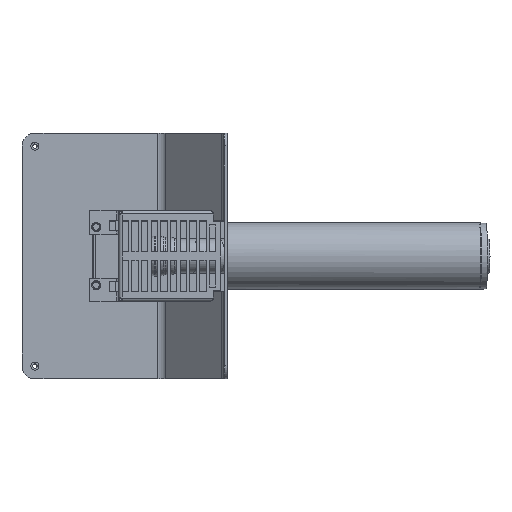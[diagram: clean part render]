
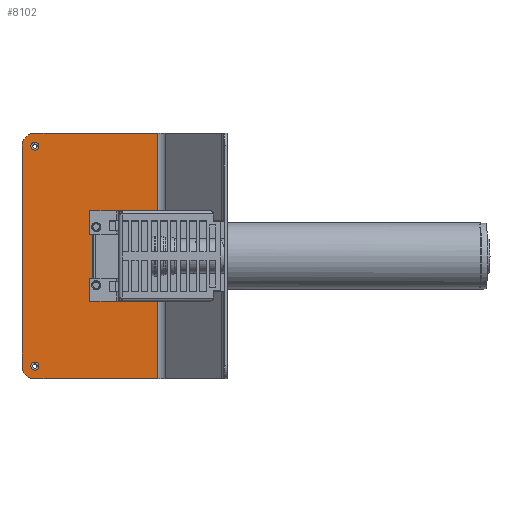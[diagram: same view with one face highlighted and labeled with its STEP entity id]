
A CAD part, top view. The second image highlights one B-rep face of the part: STEP entity #8102.
In plain terms, the highlighted planar face has unit normal (0, 0, 1).
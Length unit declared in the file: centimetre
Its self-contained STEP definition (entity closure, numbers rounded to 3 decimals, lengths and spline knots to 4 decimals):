
#902=LINE('',#13306,#1754);
#948=LINE('',#13510,#1800);
#956=LINE('',#13532,#1808);
#962=LINE('',#13550,#1814);
#987=LINE('',#13635,#1839);
#994=LINE('',#13660,#1846);
#996=LINE('',#13663,#1848);
#998=LINE('',#13666,#1850);
#999=LINE('',#13668,#1851);
#1004=LINE('',#13678,#1856);
#1011=LINE('',#13716,#1863);
#1012=LINE('',#13717,#1864);
#1754=VECTOR('',#10504,1.);
#1800=VECTOR('',#10660,1.);
#1808=VECTOR('',#10684,1.);
#1814=VECTOR('',#10706,1.);
#1839=VECTOR('',#10795,1.);
#1846=VECTOR('',#10822,1.);
#1848=VECTOR('',#10826,1.);
#1850=VECTOR('',#10830,1.);
#1851=VECTOR('',#10833,1.);
#1856=VECTOR('',#10840,1.);
#1863=VECTOR('',#10885,1.);
#1864=VECTOR('',#10886,1.);
#1985=FACE_BOUND('',#3189,.T.);
#1986=FACE_BOUND('',#3190,.T.);
#1987=FACE_BOUND('',#3191,.T.);
#1988=FACE_BOUND('',#3192,.T.);
#2269=PLANE('',#8753);
#2677=FACE_OUTER_BOUND('',#3188,.T.);
#3188=EDGE_LOOP('',(#7596,#7597,#7598,#7599,#7600,#7601,#7602,#7603,#7604,
#7605,#7606,#7607,#7608,#7609,#7610,#7611,#7612,#7613,#7614,#7615));
#3189=EDGE_LOOP('',(#7616));
#3190=EDGE_LOOP('',(#7617));
#3191=EDGE_LOOP('',(#7618));
#3192=EDGE_LOOP('',(#7619));
#3431=CIRCLE('',#8706,2.5);
#3433=CIRCLE('',#8709,2.5);
#3436=CIRCLE('',#8713,2.);
#3438=CIRCLE('',#8716,2.);
#3440=CIRCLE('',#8719,2.);
#3442=CIRCLE('',#8723,2.);
#3444=CIRCLE('',#8726,2.);
#3446=CIRCLE('',#8729,2.);
#3447=CIRCLE('',#8736,20.);
#3449=CIRCLE('',#8739,20.);
#3454=CIRCLE('',#8746,6.2);
#3458=CIRCLE('',#8752,6.2);
#4077=VERTEX_POINT('',#13302);
#4079=VERTEX_POINT('',#13305);
#4152=VERTEX_POINT('',#13496);
#4158=VERTEX_POINT('',#13508);
#4164=VERTEX_POINT('',#13530);
#4168=VERTEX_POINT('',#13549);
#4169=VERTEX_POINT('',#13596);
#4171=VERTEX_POINT('',#13602);
#4174=VERTEX_POINT('',#13610);
#4177=VERTEX_POINT('',#13617);
#4178=VERTEX_POINT('',#13619);
#4181=VERTEX_POINT('',#13626);
#4182=VERTEX_POINT('',#13628);
#4184=VERTEX_POINT('',#13634);
#4186=VERTEX_POINT('',#13640);
#4189=VERTEX_POINT('',#13647);
#4190=VERTEX_POINT('',#13649);
#4192=VERTEX_POINT('',#13655);
#4194=VERTEX_POINT('',#13672);
#4196=VERTEX_POINT('',#13676);
#4197=VERTEX_POINT('',#13680);
#4199=VERTEX_POINT('',#13686);
#4204=VERTEX_POINT('',#13700);
#4208=VERTEX_POINT('',#13712);
#5165=EDGE_CURVE('',#4079,#4077,#902,.T.);
#5261=EDGE_CURVE('',#4152,#4158,#948,.T.);
#5272=EDGE_CURVE('',#4164,#4158,#956,.T.);
#5280=EDGE_CURVE('',#4079,#4168,#962,.T.);
#5298=EDGE_CURVE('',#4169,#4169,#3431,.T.);
#5301=EDGE_CURVE('',#4171,#4171,#3433,.T.);
#5305=EDGE_CURVE('',#4152,#4174,#3436,.T.);
#5309=EDGE_CURVE('',#4177,#4178,#3438,.T.);
#5313=EDGE_CURVE('',#4181,#4182,#3440,.T.);
#5316=EDGE_CURVE('',#4182,#4184,#987,.T.);
#5319=EDGE_CURVE('',#4184,#4186,#3442,.T.);
#5323=EDGE_CURVE('',#4189,#4190,#3444,.T.);
#5327=EDGE_CURVE('',#4192,#4077,#3446,.T.);
#5329=EDGE_CURVE('',#4174,#4177,#994,.T.);
#5331=EDGE_CURVE('',#4190,#4192,#996,.T.);
#5333=EDGE_CURVE('',#4181,#4178,#998,.T.);
#5334=EDGE_CURVE('',#4186,#4189,#999,.T.);
#5339=EDGE_CURVE('',#4196,#4194,#1004,.T.);
#5340=EDGE_CURVE('',#4197,#4196,#3447,.T.);
#5343=EDGE_CURVE('',#4194,#4199,#3449,.T.);
#5350=EDGE_CURVE('',#4204,#4204,#3454,.T.);
#5356=EDGE_CURVE('',#4208,#4208,#3458,.T.);
#5358=EDGE_CURVE('',#4199,#4164,#1011,.T.);
#5359=EDGE_CURVE('',#4168,#4197,#1012,.T.);
#7596=ORIENTED_EDGE('',*,*,#5358,.F.);
#7597=ORIENTED_EDGE('',*,*,#5343,.F.);
#7598=ORIENTED_EDGE('',*,*,#5339,.F.);
#7599=ORIENTED_EDGE('',*,*,#5340,.F.);
#7600=ORIENTED_EDGE('',*,*,#5359,.F.);
#7601=ORIENTED_EDGE('',*,*,#5280,.F.);
#7602=ORIENTED_EDGE('',*,*,#5165,.T.);
#7603=ORIENTED_EDGE('',*,*,#5327,.F.);
#7604=ORIENTED_EDGE('',*,*,#5331,.F.);
#7605=ORIENTED_EDGE('',*,*,#5323,.F.);
#7606=ORIENTED_EDGE('',*,*,#5334,.F.);
#7607=ORIENTED_EDGE('',*,*,#5319,.F.);
#7608=ORIENTED_EDGE('',*,*,#5316,.F.);
#7609=ORIENTED_EDGE('',*,*,#5313,.F.);
#7610=ORIENTED_EDGE('',*,*,#5333,.T.);
#7611=ORIENTED_EDGE('',*,*,#5309,.F.);
#7612=ORIENTED_EDGE('',*,*,#5329,.F.);
#7613=ORIENTED_EDGE('',*,*,#5305,.F.);
#7614=ORIENTED_EDGE('',*,*,#5261,.T.);
#7615=ORIENTED_EDGE('',*,*,#5272,.F.);
#7616=ORIENTED_EDGE('',*,*,#5298,.T.);
#7617=ORIENTED_EDGE('',*,*,#5301,.T.);
#7618=ORIENTED_EDGE('',*,*,#5356,.T.);
#7619=ORIENTED_EDGE('',*,*,#5350,.T.);
#8102=ADVANCED_FACE('',(#2677,#1985,#1986,#1987,#1988),#2269,.T.);
#8706=AXIS2_PLACEMENT_3D('',#13597,#10757,#10758);
#8709=AXIS2_PLACEMENT_3D('',#13603,#10764,#10765);
#8713=AXIS2_PLACEMENT_3D('',#13611,#10773,#10774);
#8716=AXIS2_PLACEMENT_3D('',#13620,#10781,#10782);
#8719=AXIS2_PLACEMENT_3D('',#13629,#10789,#10790);
#8723=AXIS2_PLACEMENT_3D('',#13641,#10801,#10802);
#8726=AXIS2_PLACEMENT_3D('',#13650,#10809,#10810);
#8729=AXIS2_PLACEMENT_3D('',#13657,#10817,#10818);
#8736=AXIS2_PLACEMENT_3D('',#13681,#10843,#10844);
#8739=AXIS2_PLACEMENT_3D('',#13687,#10850,#10851);
#8746=AXIS2_PLACEMENT_3D('',#13701,#10866,#10867);
#8752=AXIS2_PLACEMENT_3D('',#13713,#10880,#10881);
#8753=AXIS2_PLACEMENT_3D('',#13715,#10883,#10884);
#10504=DIRECTION('',(-1.,0.,0.));
#10660=DIRECTION('',(1.,0.,0.));
#10684=DIRECTION('',(0.,-1.,0.));
#10706=DIRECTION('',(0.,-1.,0.));
#10757=DIRECTION('center_axis',(0.,0.,-1.));
#10758=DIRECTION('ref_axis',(0.,-1.,0.));
#10764=DIRECTION('center_axis',(0.,0.,-1.));
#10765=DIRECTION('ref_axis',(0.,-1.,0.));
#10773=DIRECTION('center_axis',(0.,0.,1.));
#10774=DIRECTION('ref_axis',(-1.,0.,0.));
#10781=DIRECTION('center_axis',(0.,0.,-1.));
#10782=DIRECTION('ref_axis',(0.,-1.,0.));
#10789=DIRECTION('center_axis',(0.,0.,1.));
#10790=DIRECTION('ref_axis',(-1.,0.,0.));
#10795=DIRECTION('',(0.,-1.,0.));
#10801=DIRECTION('center_axis',(0.,0.,1.));
#10802=DIRECTION('ref_axis',(0.,-1.,0.));
#10809=DIRECTION('center_axis',(0.,0.,-1.));
#10810=DIRECTION('ref_axis',(1.,0.,0.));
#10817=DIRECTION('center_axis',(0.,0.,1.));
#10818=DIRECTION('ref_axis',(0.,-1.,0.));
#10822=DIRECTION('',(0.,-1.,0.));
#10826=DIRECTION('',(0.,-1.,0.));
#10830=DIRECTION('',(1.,0.,0.));
#10833=DIRECTION('',(1.,0.,0.));
#10840=DIRECTION('',(0.,1.,0.));
#10843=DIRECTION('center_axis',(0.,0.,-1.));
#10844=DIRECTION('ref_axis',(-0.707,-0.707,0.));
#10850=DIRECTION('center_axis',(0.,0.,-1.));
#10851=DIRECTION('ref_axis',(-0.707,0.707,0.));
#10866=DIRECTION('center_axis',(0.,0.,-1.));
#10867=DIRECTION('ref_axis',(0.,1.,0.));
#10880=DIRECTION('center_axis',(0.,0.,-1.));
#10881=DIRECTION('ref_axis',(0.,1.,0.));
#10883=DIRECTION('center_axis',(0.,0.,1.));
#10884=DIRECTION('ref_axis',(1.,0.,0.));
#10885=DIRECTION('',(1.,0.,0.));
#10886=DIRECTION('',(-1.,0.,0.));
#13302=CARTESIAN_POINT('',(68.1556,235.5995,50.));
#13305=CARTESIAN_POINT('',(155.5139,235.5995,50.));
#13306=CARTESIAN_POINT('',(57.9277,235.5995,50.));
#13496=CARTESIAN_POINT('',(68.1556,345.5995,50.));
#13508=CARTESIAN_POINT('',(155.5139,345.5995,50.));
#13510=CARTESIAN_POINT('',(57.9277,345.5995,50.));
#13530=CARTESIAN_POINT('',(155.5139,480.5995,50.));
#13532=CARTESIAN_POINT('',(155.5139,433.0995,50.));
#13549=CARTESIAN_POINT('',(155.5139,100.5995,50.));
#13550=CARTESIAN_POINT('',(155.5139,433.0995,50.));
#13596=CARTESIAN_POINT('',(60.1556,248.0995,50.));
#13597=CARTESIAN_POINT('Origin',(60.1556,245.5995,50.));
#13602=CARTESIAN_POINT('',(60.1556,338.0995,50.));
#13603=CARTESIAN_POINT('Origin',(60.1556,335.5995,50.));
#13610=CARTESIAN_POINT('',(66.1556,343.5995,50.));
#13611=CARTESIAN_POINT('Origin',(68.1556,343.5995,50.));
#13617=CARTESIAN_POINT('',(66.1556,330.5995,50.));
#13619=CARTESIAN_POINT('',(64.1556,328.5995,50.));
#13620=CARTESIAN_POINT('Origin',(64.1556,330.5995,50.));
#13626=CARTESIAN_POINT('',(56.1556,328.5995,50.));
#13628=CARTESIAN_POINT('',(54.1556,326.5995,50.));
#13629=CARTESIAN_POINT('Origin',(56.1556,326.5995,50.));
#13634=CARTESIAN_POINT('',(54.1556,254.5995,50.));
#13635=CARTESIAN_POINT('',(54.1556,272.5995,50.));
#13640=CARTESIAN_POINT('',(56.1556,252.5995,50.));
#13641=CARTESIAN_POINT('Origin',(56.1556,254.5995,50.));
#13647=CARTESIAN_POINT('',(64.1556,252.5995,50.));
#13649=CARTESIAN_POINT('',(66.1556,250.5995,50.));
#13650=CARTESIAN_POINT('Origin',(64.1556,250.5995,50.));
#13655=CARTESIAN_POINT('',(66.1556,237.5995,50.));
#13657=CARTESIAN_POINT('Origin',(68.1556,237.5995,50.));
#13660=CARTESIAN_POINT('',(66.1556,337.5045,50.));
#13663=CARTESIAN_POINT('',(66.1556,246.04,50.));
#13666=CARTESIAN_POINT('',(53.5556,328.5995,50.));
#13668=CARTESIAN_POINT('',(54.0693,252.5995,50.));
#13672=CARTESIAN_POINT('',(-54.4444,460.5995,50.));
#13676=CARTESIAN_POINT('',(-54.4444,120.5995,50.));
#13678=CARTESIAN_POINT('',(-54.4444,100.5995,50.));
#13680=CARTESIAN_POINT('',(-34.4444,100.5995,50.));
#13681=CARTESIAN_POINT('Origin',(-34.4444,120.5995,50.));
#13686=CARTESIAN_POINT('',(-34.4444,480.5995,50.));
#13687=CARTESIAN_POINT('Origin',(-34.4444,460.5995,50.));
#13700=CARTESIAN_POINT('',(-34.4444,114.3995,50.));
#13701=CARTESIAN_POINT('Origin',(-34.4444,120.5995,50.));
#13712=CARTESIAN_POINT('',(-34.4444,454.3995,50.));
#13713=CARTESIAN_POINT('Origin',(-34.4444,460.5995,50.));
#13715=CARTESIAN_POINT('Origin',(188.6556,290.5995,50.));
#13716=CARTESIAN_POINT('',(-54.4444,480.5995,50.));
#13717=CARTESIAN_POINT('',(394.7556,100.5995,50.));
